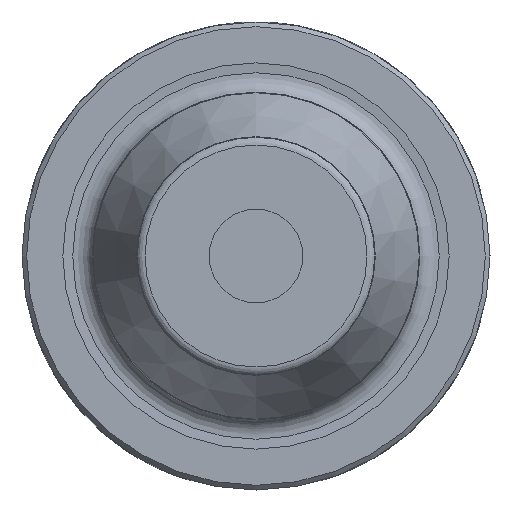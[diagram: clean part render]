
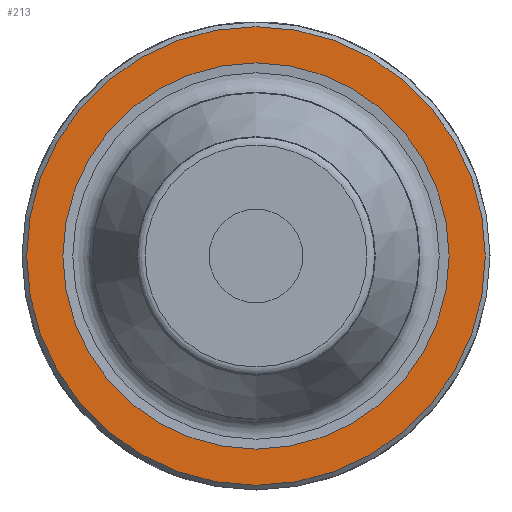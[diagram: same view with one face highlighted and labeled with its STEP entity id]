
A CAD part, left-side view. The second image highlights one B-rep face of the part: STEP entity #213.
In plain terms, the highlighted planar face has unit normal (-1, 0, 0).
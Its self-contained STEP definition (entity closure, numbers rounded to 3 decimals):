
#176=PLANE('',#764);
#213=ADVANCED_FACE('',(#271,#272),#176,.F.);
#271=FACE_BOUND('',#348,.T.);
#272=FACE_BOUND('',#349,.T.);
#348=EDGE_LOOP('',(#506));
#349=EDGE_LOOP('',(#507));
#506=ORIENTED_EDGE('',*,*,#662,.T.);
#507=ORIENTED_EDGE('',*,*,#663,.F.);
#583=VERTEX_POINT('',#1817);
#584=VERTEX_POINT('',#1819);
#662=EDGE_CURVE('',#583,#583,#686,.T.);
#663=EDGE_CURVE('',#584,#584,#687,.T.);
#686=CIRCLE('',#762,24.5);
#687=CIRCLE('',#763,20.63);
#762=AXIS2_PLACEMENT_3D('',#1816,#922,#923);
#763=AXIS2_PLACEMENT_3D('',#1818,#924,#925);
#764=AXIS2_PLACEMENT_3D('',#1820,#926,#927);
#922=DIRECTION('',(-1.,0.,0.));
#923=DIRECTION('',(0.,0.,-1.));
#924=DIRECTION('',(-1.,0.,0.));
#925=DIRECTION('',(0.,0.,-1.));
#926=DIRECTION('',(1.,0.,0.));
#927=DIRECTION('',(0.,0.,-1.));
#1816=CARTESIAN_POINT('',(35.,0.,0.));
#1817=CARTESIAN_POINT('',(35.,0.,-24.5));
#1818=CARTESIAN_POINT('',(35.,0.,0.));
#1819=CARTESIAN_POINT('',(35.,0.,-20.63));
#1820=CARTESIAN_POINT('',(35.,20.63,0.));
